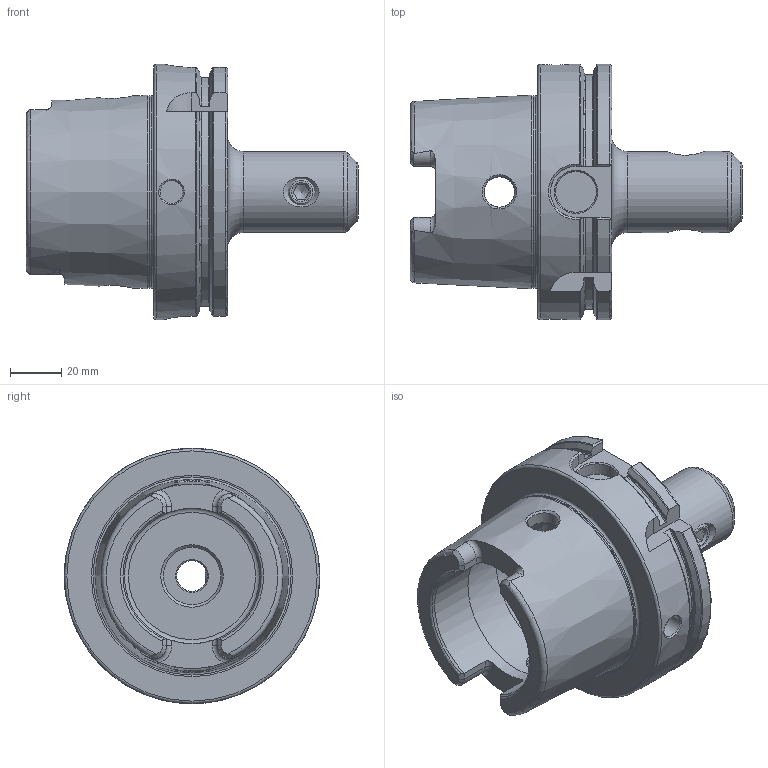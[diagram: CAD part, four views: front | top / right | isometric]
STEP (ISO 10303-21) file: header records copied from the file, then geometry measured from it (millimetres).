
FILE_DESCRIPTION(/* description */ (''),/* implementation_level */ '2;1');
FILE_NAME(/* name */ 'HSK100A-SLA12.7-80.stp',/* time_stamp */ '2023-12-01T09:37:20+08:00',/* author */ ('Administrator'),/* organization */ (''),/* preprocessor_version */ 'ST-DEVELOPER v18.1',/* originating_system */ 'Autodesk Inventor 2022',/* authorisation */ '');
FILE_SCHEMA (('AUTOMOTIVE_DESIGN { 1 0 10303 214 3 1 1 }'));
Length unit declared in the file: millimetre
Products named in the file (3): HSK100A-SLA12.7-80; HSK100A-SLA12.7-80_1; 7-16-20UNF-9.525
Assembly tree (2 placements, depth 2):
  HSK100A-SLA12.7-80
    HSK100A-SLA12.7-80_1
    7-16-20UNF-9.525
Bounding box: 130 x 100 x 100 mm (x, y, z)
Volume: 285060.9 mm3; surface area: 57032.1 mm2
Topology: 2 solids, 2 shells, 192 faces, 505 edges, 322 vertices
Faces by surface type: plane 62, cylinder 40, torus 33, cone 30, bspline 26, sphere 1
Full cylindrical faces by diameter (mm): 4 x1, 9 x1, 9.728 x1, 10 x1, 11.113 x1, 11.6 x1, 12 x3, 12.7 x1, 13.7 x1, 16 x1, 22.376 x1, 24.6 x1, 31.75 x1, 53 x2, 63 x1, 75.296 x1, 100 x1
Entity records: 11045 total; most frequent: CARTESIAN_POINT 6382, ORIENTED_EDGE 1006, DIRECTION 901, EDGE_CURVE 503, AXIS2_PLACEMENT_3D 357, VERTEX_POINT 322, EDGE_LOOP 207, FACE_OUTER_BOUND 192
